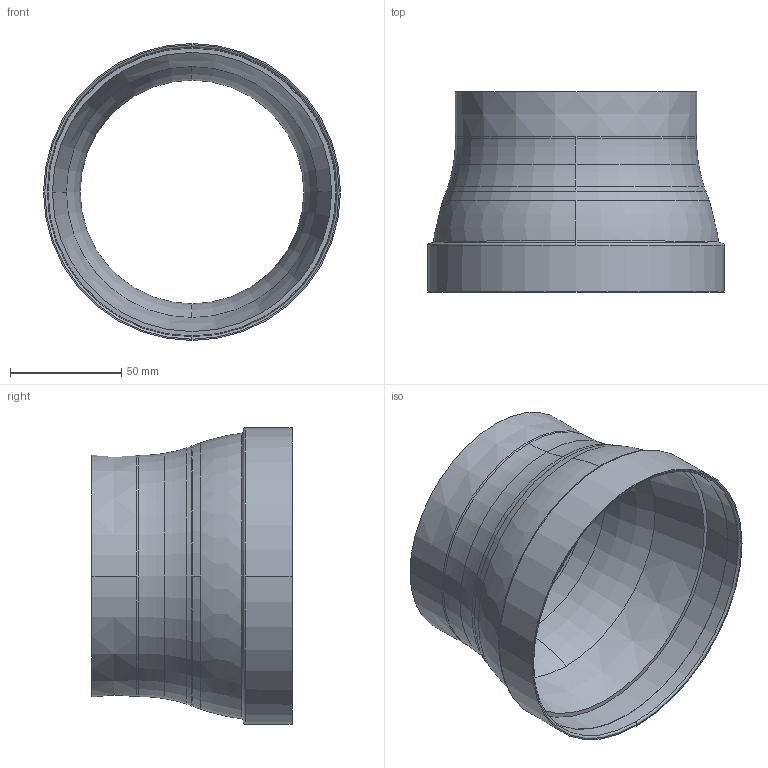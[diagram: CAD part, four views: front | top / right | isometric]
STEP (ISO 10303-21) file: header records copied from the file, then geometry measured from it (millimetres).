
FILE_DESCRIPTION(('STEP AP214'),'1');
FILE_NAME('ck.STP','2021-06-16T08:57:07',(' '),(' '),'Spatial InterOp 3D',' ',' ');
FILE_SCHEMA(('AUTOMOTIVE_DESIGN { 1 0 10303 214 1 1 1 1 }'));
Length unit declared in the file: millimetre
Products named in the file (1): Rotationskörper
Bounding box: 133.58 x 90 x 133.58 mm (x, y, z)
Volume: 81231.2 mm3; surface area: 70175.2 mm2
Topology: 1 solids, 1 shells, 46 faces, 114 edges, 74 vertices
Faces by surface type: torus 20, cone 16, plane 6, cylinder 4
Entity records: 1453 total; most frequent: DIRECTION 302, CARTESIAN_POINT 235, ORIENTED_EDGE 228, AXIS2_PLACEMENT_3D 141, EDGE_CURVE 114, CIRCLE 94, VERTEX_POINT 74, EDGE_LOOP 52
